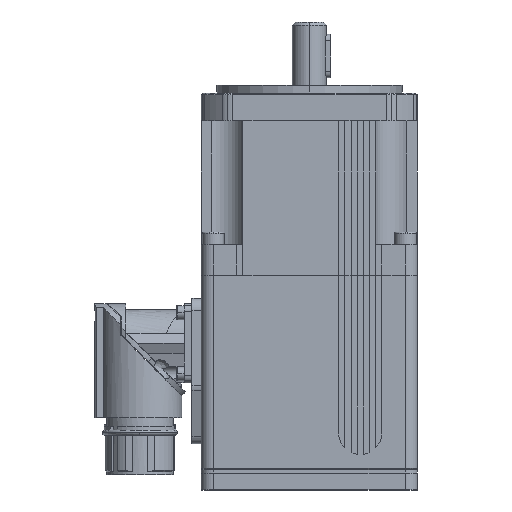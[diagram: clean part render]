
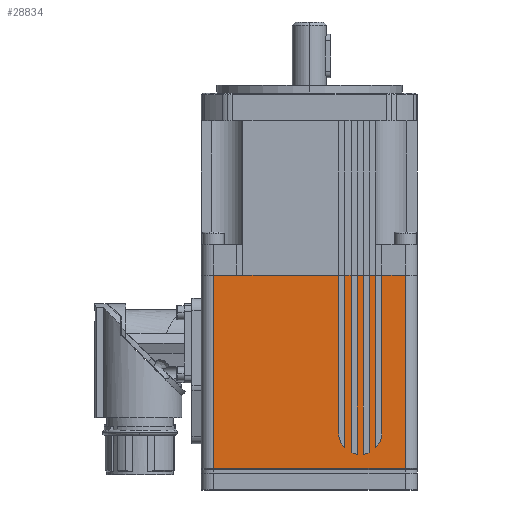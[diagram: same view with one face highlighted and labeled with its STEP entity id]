
A CAD part, left-side view. The second image highlights one B-rep face of the part: STEP entity #28834.
In plain terms, the highlighted planar face has unit normal (-1, 0, 0).
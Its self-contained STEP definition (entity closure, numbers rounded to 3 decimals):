
#26974=CARTESIAN_POINT('',(-35.,21.5,0.0));
#26975=VERTEX_POINT('',#26974);
#26990=CARTESIAN_POINT('',(-35.,23.5,0.0));
#26991=VERTEX_POINT('',#26990);
#26998=CARTESIAN_POINT('',(-35.,21.5,0.0));
#26999=DIRECTION('',(0.0,1.0,0.0));
#27000=VECTOR('',#26999,2.);
#27001=LINE('',#26998,#27000);
#27002=EDGE_CURVE('',#26975,#26991,#27001,.T.);
#27343=CARTESIAN_POINT('',(-35.,-17.5,-57.928));
#27344=VERTEX_POINT('',#27343);
#27351=CARTESIAN_POINT('',(-35.,-19.5,-57.325));
#27352=VERTEX_POINT('',#27351);
#27353=CARTESIAN_POINT('',(-35.,-16.5,-51.));
#27354=DIRECTION('',(1.0,0.0,0.0));
#27355=DIRECTION('',(0.0,1.0,0.0));
#27356=AXIS2_PLACEMENT_3D('',#27353,#27354,#27355);
#27357=CIRCLE('',#27356,7.);
#27358=EDGE_CURVE('',#27352,#27344,#27357,.T.);
#27385=CARTESIAN_POINT('',(-35.,-21.5,-55.899));
#27386=VERTEX_POINT('',#27385);
#27393=CARTESIAN_POINT('',(-35.,-23.5,-51.));
#27394=VERTEX_POINT('',#27393);
#27395=CARTESIAN_POINT('',(-35.,-16.5,-51.));
#27396=DIRECTION('',(1.0,0.0,0.0));
#27397=DIRECTION('',(0.0,1.0,0.0));
#27398=AXIS2_PLACEMENT_3D('',#27395,#27396,#27397);
#27399=CIRCLE('',#27398,7.);
#27400=EDGE_CURVE('',#27394,#27386,#27399,.T.);
#27427=CARTESIAN_POINT('',(-35.,-9.5,-51.));
#27428=VERTEX_POINT('',#27427);
#27435=CARTESIAN_POINT('',(-35.,-11.5,-55.899));
#27436=VERTEX_POINT('',#27435);
#27437=CARTESIAN_POINT('',(-35.,-16.5,-51.));
#27438=DIRECTION('',(1.0,0.0,0.0));
#27439=DIRECTION('',(0.0,1.0,0.0));
#27440=AXIS2_PLACEMENT_3D('',#27437,#27438,#27439);
#27441=CIRCLE('',#27440,7.);
#27442=EDGE_CURVE('',#27436,#27428,#27441,.T.);
#27469=CARTESIAN_POINT('',(-35.,-13.5,-57.325));
#27470=VERTEX_POINT('',#27469);
#27477=CARTESIAN_POINT('',(-35.,-15.5,-57.928));
#27478=VERTEX_POINT('',#27477);
#27479=CARTESIAN_POINT('',(-35.,-16.5,-51.));
#27480=DIRECTION('',(1.0,0.0,0.0));
#27481=DIRECTION('',(0.0,1.0,0.0));
#27482=AXIS2_PLACEMENT_3D('',#27479,#27480,#27481);
#27483=CIRCLE('',#27482,7.);
#27484=EDGE_CURVE('',#27478,#27470,#27483,.T.);
#27929=CARTESIAN_POINT('',(-35.0,-21.5,0.0));
#27930=VERTEX_POINT('',#27929);
#27937=CARTESIAN_POINT('',(-35.,-21.5,-55.899));
#27938=DIRECTION('',(0.0,0.0,1.0));
#27939=VECTOR('',#27938,55.899);
#27940=LINE('',#27937,#27939);
#27941=EDGE_CURVE('',#27386,#27930,#27940,.T.);
#27953=CARTESIAN_POINT('',(-35.0,-23.5,0.0));
#27954=VERTEX_POINT('',#27953);
#27955=CARTESIAN_POINT('',(-35.0,-23.5,0.0));
#27956=DIRECTION('',(0.0,0.0,-1.0));
#27957=VECTOR('',#27956,51.);
#27958=LINE('',#27955,#27957);
#27959=EDGE_CURVE('',#27954,#27394,#27958,.T.);
#28008=CARTESIAN_POINT('',(-35.0,-17.5,0.0));
#28009=VERTEX_POINT('',#28008);
#28016=CARTESIAN_POINT('',(-35.,-17.5,-57.928));
#28017=DIRECTION('',(0.0,0.0,1.0));
#28018=VECTOR('',#28017,57.928);
#28019=LINE('',#28016,#28018);
#28020=EDGE_CURVE('',#27344,#28009,#28019,.T.);
#28031=CARTESIAN_POINT('',(-35.0,-19.5,0.0));
#28032=VERTEX_POINT('',#28031);
#28033=CARTESIAN_POINT('',(-35.0,-19.5,0.0));
#28034=DIRECTION('',(0.0,0.0,-1.0));
#28035=VECTOR('',#28034,57.325);
#28036=LINE('',#28033,#28035);
#28037=EDGE_CURVE('',#28032,#27352,#28036,.T.);
#28088=CARTESIAN_POINT('',(-35.0,-9.5,0.0));
#28089=VERTEX_POINT('',#28088);
#28096=CARTESIAN_POINT('',(-35.,-9.5,-51.));
#28097=DIRECTION('',(0.0,0.0,1.0));
#28098=VECTOR('',#28097,51.);
#28099=LINE('',#28096,#28098);
#28100=EDGE_CURVE('',#27428,#28089,#28099,.T.);
#28110=CARTESIAN_POINT('',(-35.0,-11.5,0.0));
#28111=VERTEX_POINT('',#28110);
#28112=CARTESIAN_POINT('',(-35.0,-11.5,0.0));
#28113=DIRECTION('',(0.0,0.0,-1.0));
#28114=VECTOR('',#28113,55.899);
#28115=LINE('',#28112,#28114);
#28116=EDGE_CURVE('',#28111,#27436,#28115,.T.);
#28403=CARTESIAN_POINT('',(-35.0,-13.5,0.0));
#28404=VERTEX_POINT('',#28403);
#28411=CARTESIAN_POINT('',(-35.,-13.5,-57.325));
#28412=DIRECTION('',(0.0,0.0,1.0));
#28413=VECTOR('',#28412,57.325);
#28414=LINE('',#28411,#28413);
#28415=EDGE_CURVE('',#27470,#28404,#28414,.T.);
#28426=CARTESIAN_POINT('',(-35.0,-15.5,0.0));
#28427=VERTEX_POINT('',#28426);
#28428=CARTESIAN_POINT('',(-35.0,-15.5,0.0));
#28429=DIRECTION('',(0.0,0.0,-1.0));
#28430=VECTOR('',#28429,57.928);
#28431=LINE('',#28428,#28430);
#28432=EDGE_CURVE('',#28427,#27478,#28431,.T.);
#28752=CARTESIAN_POINT('',(-35.,-23.5,-63.));
#28753=DIRECTION('',(-1.0,0.0,0.0));
#28754=DIRECTION('',(0.0,0.0,1.0));
#28755=AXIS2_PLACEMENT_3D('',#28752,#28753,#28754);
#28756=PLANE('',#28755);
#28757=ORIENTED_EDGE('',*,*,#28020,.T.);
#28758=CARTESIAN_POINT('',(-35.0,-15.5,0.0));
#28759=DIRECTION('',(0.0,-1.0,0.0));
#28760=VECTOR('',#28759,2.);
#28761=LINE('',#28758,#28760);
#28762=EDGE_CURVE('',#28427,#28009,#28761,.T.);
#28763=ORIENTED_EDGE('',*,*,#28762,.F.);
#28764=ORIENTED_EDGE('',*,*,#28432,.T.);
#28765=ORIENTED_EDGE('',*,*,#27484,.T.);
#28766=ORIENTED_EDGE('',*,*,#28415,.T.);
#28767=CARTESIAN_POINT('',(-35.0,-11.5,0.0));
#28768=DIRECTION('',(0.0,-1.0,0.0));
#28769=VECTOR('',#28768,2.);
#28770=LINE('',#28767,#28769);
#28771=EDGE_CURVE('',#28111,#28404,#28770,.T.);
#28772=ORIENTED_EDGE('',*,*,#28771,.F.);
#28773=ORIENTED_EDGE('',*,*,#28116,.T.);
#28774=ORIENTED_EDGE('',*,*,#27442,.T.);
#28775=ORIENTED_EDGE('',*,*,#28100,.T.);
#28776=CARTESIAN_POINT('',(-35.,21.5,0.0));
#28777=DIRECTION('',(0.0,-1.0,0.0));
#28778=VECTOR('',#28777,31.);
#28779=LINE('',#28776,#28778);
#28780=EDGE_CURVE('',#26975,#28089,#28779,.T.);
#28781=ORIENTED_EDGE('',*,*,#28780,.F.);
#28782=ORIENTED_EDGE('',*,*,#27002,.T.);
#28783=CARTESIAN_POINT('',(-35.,31.,0.0));
#28784=VERTEX_POINT('',#28783);
#28785=CARTESIAN_POINT('',(-35.,31.,0.0));
#28786=DIRECTION('',(0.0,-1.0,0.0));
#28787=VECTOR('',#28786,7.5);
#28788=LINE('',#28785,#28787);
#28789=EDGE_CURVE('',#28784,#26991,#28788,.T.);
#28790=ORIENTED_EDGE('',*,*,#28789,.F.);
#28791=CARTESIAN_POINT('',(-35.,31.,-62.5));
#28792=VERTEX_POINT('',#28791);
#28793=CARTESIAN_POINT('',(-35.,31.,-62.5));
#28794=DIRECTION('',(0.0,0.0,1.0));
#28795=VECTOR('',#28794,62.5);
#28796=LINE('',#28793,#28795);
#28797=EDGE_CURVE('',#28792,#28784,#28796,.T.);
#28798=ORIENTED_EDGE('',*,*,#28797,.F.);
#28799=CARTESIAN_POINT('',(-35.,-31.,-62.5));
#28800=VERTEX_POINT('',#28799);
#28801=CARTESIAN_POINT('',(-35.,-31.,-62.5));
#28802=DIRECTION('',(0.0,1.0,0.0));
#28803=VECTOR('',#28802,62.);
#28804=LINE('',#28801,#28803);
#28805=EDGE_CURVE('',#28800,#28792,#28804,.T.);
#28806=ORIENTED_EDGE('',*,*,#28805,.F.);
#28807=CARTESIAN_POINT('',(-35.0,-31.,0.0));
#28808=VERTEX_POINT('',#28807);
#28809=CARTESIAN_POINT('',(-35.,-31.,-62.5));
#28810=DIRECTION('',(0.0,0.0,1.0));
#28811=VECTOR('',#28810,62.5);
#28812=LINE('',#28809,#28811);
#28813=EDGE_CURVE('',#28800,#28808,#28812,.T.);
#28814=ORIENTED_EDGE('',*,*,#28813,.T.);
#28815=CARTESIAN_POINT('',(-35.0,-23.5,0.0));
#28816=DIRECTION('',(0.0,-1.0,0.0));
#28817=VECTOR('',#28816,7.5);
#28818=LINE('',#28815,#28817);
#28819=EDGE_CURVE('',#27954,#28808,#28818,.T.);
#28820=ORIENTED_EDGE('',*,*,#28819,.F.);
#28821=ORIENTED_EDGE('',*,*,#27959,.T.);
#28822=ORIENTED_EDGE('',*,*,#27400,.T.);
#28823=ORIENTED_EDGE('',*,*,#27941,.T.);
#28824=CARTESIAN_POINT('',(-35.0,-19.5,0.0));
#28825=DIRECTION('',(0.0,-1.0,0.0));
#28826=VECTOR('',#28825,2.0);
#28827=LINE('',#28824,#28826);
#28828=EDGE_CURVE('',#28032,#27930,#28827,.T.);
#28829=ORIENTED_EDGE('',*,*,#28828,.F.);
#28830=ORIENTED_EDGE('',*,*,#28037,.T.);
#28831=ORIENTED_EDGE('',*,*,#27358,.T.);
#28832=EDGE_LOOP('',(#28757,#28763,#28764,#28765,#28766,#28772,#28773,#28774,#28775,#28781,#28782,#28790,#28798,#28806,#28814,#28820,#28821,#28822,#28823,#28829,#28830,#28831));
#28833=FACE_OUTER_BOUND('',#28832,.T.);
#28834=ADVANCED_FACE('',(#28833),#28756,.T.);
